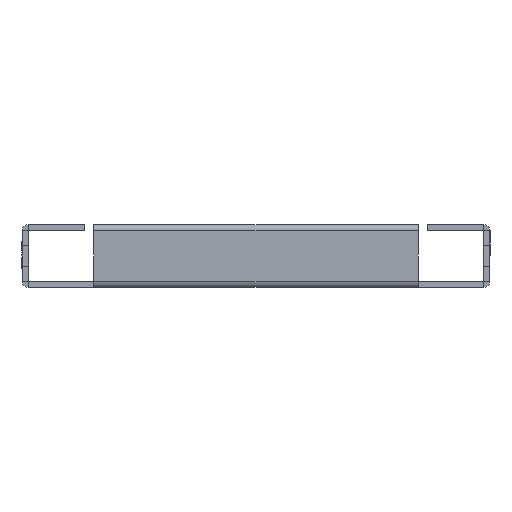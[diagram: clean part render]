
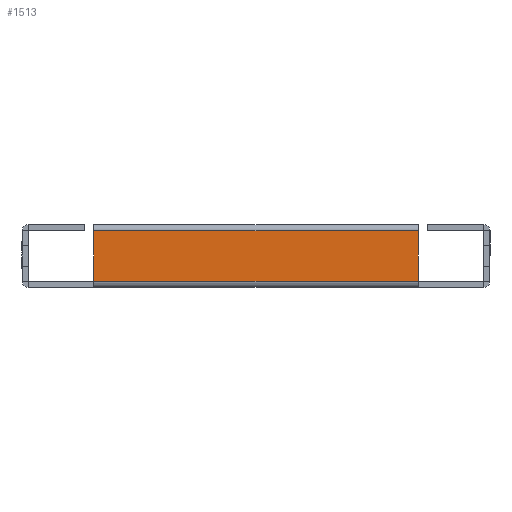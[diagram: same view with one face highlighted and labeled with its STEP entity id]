
A CAD part, left-side view. The second image highlights one B-rep face of the part: STEP entity #1513.
In plain terms, the highlighted planar face has unit normal (-1, 0, 0).
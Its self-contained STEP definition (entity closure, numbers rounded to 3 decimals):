
#80 = DIRECTION ( 'NONE',  ( 0., 1., 0. ) ) ;
#82 = DIRECTION ( 'NONE',  ( 0., 0., 1. ) ) ;
#83 = CARTESIAN_POINT ( 'NONE',  ( -841.51, 64.5, 2.51 ) ) ;
#92 = DIRECTION ( 'NONE',  ( 0., 0., -1. ) ) ;
#158 = CARTESIAN_POINT ( 'NONE',  ( -841.51, 64.5, 2.5 ) ) ;
#189 = CARTESIAN_POINT ( 'NONE',  ( -841.51, -64.5, 2.5 ) ) ;
#330 = FACE_OUTER_BOUND ( 'NONE', #890, .T. ) ;
#476 = VERTEX_POINT ( 'NONE', #702 ) ;
#517 = VERTEX_POINT ( 'NONE', #674 ) ;
#631 = VERTEX_POINT ( 'NONE', #4549 ) ;
#650 = VERTEX_POINT ( 'NONE', #4491 ) ;
#674 = CARTESIAN_POINT ( 'NONE',  ( -841.51, 64.5, 2.51 ) ) ;
#702 = CARTESIAN_POINT ( 'NONE',  ( -841.51, -64.5, 2.51 ) ) ;
#890 = EDGE_LOOP ( 'NONE', ( #3206, #3205, #3204, #3203 ) ) ;
#1123 = AXIS2_PLACEMENT_3D ( 'NONE', #4421, #3773, #3813 ) ;
#1225 = CARTESIAN_POINT ( 'NONE',  ( -841.51, -64.5, 22.49 ) ) ;
#1226 = DIRECTION ( 'NONE',  ( 0., 1., 0. ) ) ;
#1513 = ADVANCED_FACE ( 'NONE', ( #330 ), #4414, .F. ) ;
#1743 = LINE ( 'NONE', #1225, #1744 ) ;
#1744 = VECTOR ( 'NONE', #1226, 1000. ) ;
#2937 = EDGE_CURVE ( 'NONE', #476, #517, #4329, .T. ) ;
#2944 = EDGE_CURVE ( 'NONE', #650, #517, #4339, .T. ) ;
#2948 = EDGE_CURVE ( 'NONE', #476, #631, #4344, .T. ) ;
#3203 = ORIENTED_EDGE ( 'NONE', *, *, #2948, .T. ) ;
#3204 = ORIENTED_EDGE ( 'NONE', *, *, #2937, .F. ) ;
#3205 = ORIENTED_EDGE ( 'NONE', *, *, #2944, .T. ) ;
#3206 = ORIENTED_EDGE ( 'NONE', *, *, #3901, .T. ) ;
#3773 = DIRECTION ( 'NONE',  ( 1., 0., 0. ) ) ;
#3813 = DIRECTION ( 'NONE',  ( 0., 0., -1. ) ) ;
#3901 = EDGE_CURVE ( 'NONE', #631, #650, #1743, .T. ) ;
#4327 = VECTOR ( 'NONE', #80, 1000. ) ;
#4329 = LINE ( 'NONE', #83, #4327 ) ;
#4337 = VECTOR ( 'NONE', #92, 1000. ) ;
#4339 = LINE ( 'NONE', #158, #4337 ) ;
#4344 = LINE ( 'NONE', #189, #4352 ) ;
#4352 = VECTOR ( 'NONE', #82, 1000. ) ;
#4414 = PLANE ( 'NONE',  #1123 ) ;
#4421 = CARTESIAN_POINT ( 'NONE',  ( -841.51, 64.5, 2.5 ) ) ;
#4491 = CARTESIAN_POINT ( 'NONE',  ( -841.51, 64.5, 22.49 ) ) ;
#4549 = CARTESIAN_POINT ( 'NONE',  ( -841.51, -64.5, 22.49 ) ) ;
